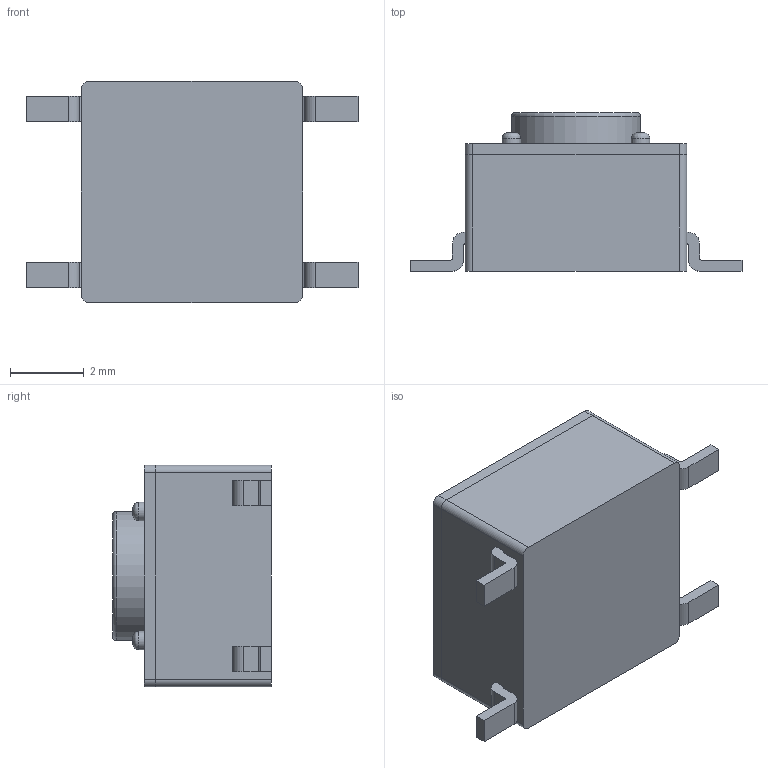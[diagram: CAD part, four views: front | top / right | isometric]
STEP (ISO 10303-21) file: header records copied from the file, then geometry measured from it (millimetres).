
FILE_DESCRIPTION(/* description */ (''),/* implementation_level */ '2;1');
FILE_NAME(/* name */ 'Button-PTS645SM43SMTR92LFS.ipt.step',/* time_stamp */ '2017-01-04T15:01:05-08:00',/* author */ ('PhillipD'),/* organization */ (''),/* preprocessor_version */ 'ST-DEVELOPER v16.5',/* originating_system */ 'Autodesk Inventor 2017',/* authorisation */ '');
FILE_SCHEMA (('AUTOMOTIVE_DESIGN { 1 0 10303 214 3 1 1 }'));
Length unit declared in the file: millimetre
Products named in the file (1): Button-PTS645SM43SMTR92LFS
Bounding box: 9 x 4.3 x 6 mm (x, y, z)
Volume: 134.2 mm3; surface area: 272.3 mm2
Topology: 4 solids, 4 shells, 85 faces, 214 edges, 144 vertices
Faces by surface type: plane 51, cylinder 29, bspline 4, torus 1
Full cylindrical faces by diameter (mm): 0.5 x4, 3.5 x1
Entity records: 2691 total; most frequent: CARTESIAN_POINT 548, DIRECTION 438, ORIENTED_EDGE 414, EDGE_CURVE 207, AXIS2_PLACEMENT_3D 153, VERTEX_POINT 143, LINE 132, VECTOR 132
